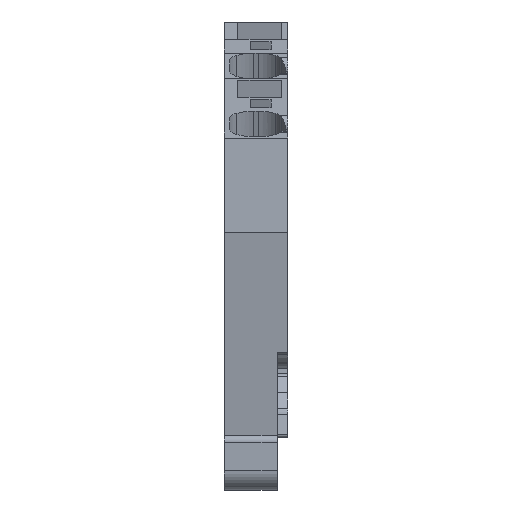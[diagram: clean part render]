
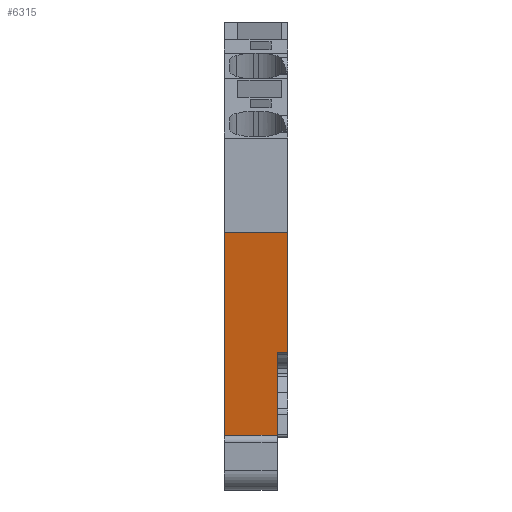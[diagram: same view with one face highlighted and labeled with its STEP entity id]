
A CAD part, front view. The second image highlights one B-rep face of the part: STEP entity #6315.
In plain terms, the highlighted planar face has unit normal (0, -0.986, -0.168).
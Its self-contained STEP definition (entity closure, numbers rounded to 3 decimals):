
#6286=AXIS2_PLACEMENT_3D('Plane Axis2P3D',#6283,#6284,#6285) ;
#1327=CARTESIAN_POINT('Vertex',(0.,3.531,4.123)) ;
#1330=CARTESIAN_POINT('Line Origine',(0.,1.765,14.485)) ;
#1334=CARTESIAN_POINT('Vertex',(0.,0.,24.847)) ;
#1625=CARTESIAN_POINT('Line Origine',(3.05,0.,24.847)) ;
#1629=CARTESIAN_POINT('Vertex',(6.1,0.,24.847)) ;
#6268=CARTESIAN_POINT('Vertex',(5.1,3.531,4.123)) ;
#6271=CARTESIAN_POINT('Line Origine',(2.55,3.531,4.123)) ;
#6283=CARTESIAN_POINT('Axis2P3D Location',(0.,3.531,4.123)) ;
#6288=CARTESIAN_POINT('Line Origine',(5.1,2.75,8.708)) ;
#6292=CARTESIAN_POINT('Vertex',(5.1,1.969,13.292)) ;
#6295=CARTESIAN_POINT('Line Origine',(5.6,1.969,13.292)) ;
#6299=CARTESIAN_POINT('Vertex',(6.1,1.969,13.292)) ;
#6302=CARTESIAN_POINT('Line Origine',(6.1,0.984,19.069)) ;
#1331=DIRECTION('Vector Direction',(0.,-0.168,0.986)) ;
#1626=DIRECTION('Vector Direction',(-1.,0.,0.)) ;
#6272=DIRECTION('Vector Direction',(-1.,0.,0.)) ;
#6284=DIRECTION('Axis2P3D Direction',(0.,-0.986,-0.168)) ;
#6285=DIRECTION('Axis2P3D XDirection',(0.,-0.168,0.986)) ;
#6289=DIRECTION('Vector Direction',(0.,0.168,-0.986)) ;
#6296=DIRECTION('Vector Direction',(-1.,0.,0.)) ;
#6303=DIRECTION('Vector Direction',(0.,0.168,-0.986)) ;
#1332=VECTOR('Line Direction',#1331,1.) ;
#1627=VECTOR('Line Direction',#1626,1.) ;
#6273=VECTOR('Line Direction',#6272,1.) ;
#6290=VECTOR('Line Direction',#6289,1.) ;
#6297=VECTOR('Line Direction',#6296,1.) ;
#6304=VECTOR('Line Direction',#6303,1.) ;
#6308=ORIENTED_EDGE('',*,*,#1336,.T.) ;
#6309=ORIENTED_EDGE('',*,*,#6275,.F.) ;
#6310=ORIENTED_EDGE('',*,*,#6294,.F.) ;
#6311=ORIENTED_EDGE('',*,*,#6301,.F.) ;
#6312=ORIENTED_EDGE('',*,*,#6306,.T.) ;
#6313=ORIENTED_EDGE('',*,*,#1631,.T.) ;
#6315=ADVANCED_FACE('MLD',(#6314),#6287,.T.) ;
#1336=EDGE_CURVE('',#1335,#1328,#1333,.F.) ;
#1631=EDGE_CURVE('',#1630,#1335,#1628,.T.) ;
#6275=EDGE_CURVE('',#6269,#1328,#6274,.T.) ;
#6294=EDGE_CURVE('',#6293,#6269,#6291,.T.) ;
#6301=EDGE_CURVE('',#6300,#6293,#6298,.T.) ;
#6306=EDGE_CURVE('',#6300,#1630,#6305,.F.) ;
#6307=EDGE_LOOP('',(#6308,#6309,#6310,#6311,#6312,#6313)) ;
#6314=FACE_OUTER_BOUND('',#6307,.T.) ;
#1333=LINE('Line',#1330,#1332) ;
#1628=LINE('Line',#1625,#1627) ;
#6274=LINE('Line',#6271,#6273) ;
#6291=LINE('Line',#6288,#6290) ;
#6298=LINE('Line',#6295,#6297) ;
#6305=LINE('Line',#6302,#6304) ;
#6287=PLANE('',#6286) ;
#1328=VERTEX_POINT('',#1327) ;
#1335=VERTEX_POINT('',#1334) ;
#1630=VERTEX_POINT('',#1629) ;
#6269=VERTEX_POINT('',#6268) ;
#6293=VERTEX_POINT('',#6292) ;
#6300=VERTEX_POINT('',#6299) ;
